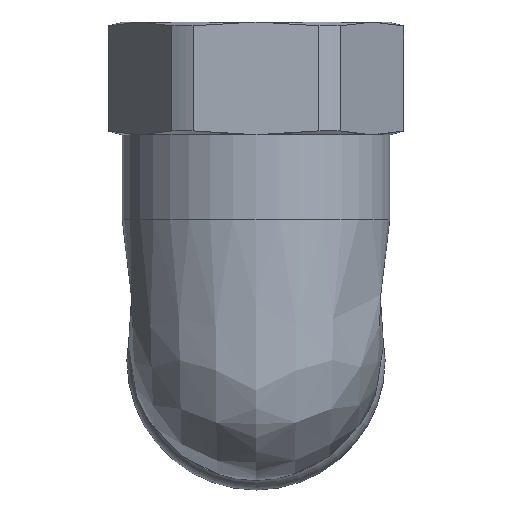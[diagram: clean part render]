
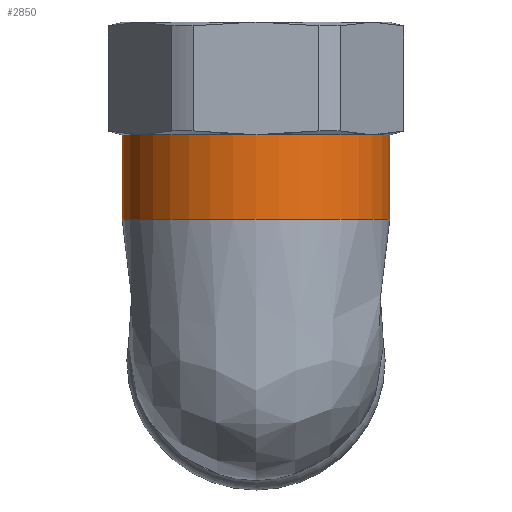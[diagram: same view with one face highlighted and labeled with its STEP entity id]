
A CAD part, top view. The second image highlights one B-rep face of the part: STEP entity #2850.
In plain terms, the highlighted cylindrical face has radius 19 mm (diameter 38 mm), a full revolution.
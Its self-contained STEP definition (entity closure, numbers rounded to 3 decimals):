
#526=LINE('',#8023,#651);
#651=VECTOR('',#3482,19.);
#665=CYLINDRICAL_SURFACE('',#3031,19.);
#823=FACE_OUTER_BOUND('',#1000,.T.);
#1000=EDGE_LOOP('',(#2648,#2649,#2650,#2651,#2652,#2653,#2654,#2655,#2656,
#2657,#2658,#2659,#2660));
#1023=CIRCLE('',#2930,19.);
#1024=CIRCLE('',#2931,19.);
#1025=CIRCLE('',#2932,19.);
#1026=CIRCLE('',#2933,19.);
#1040=CIRCLE('',#2969,19.);
#1041=CIRCLE('',#2970,19.);
#1043=CIRCLE('',#2973,19.);
#1045=CIRCLE('',#2976,19.);
#1048=CIRCLE('',#2980,19.);
#1050=CIRCLE('',#2983,19.);
#1080=CIRCLE('',#3032,19.);
#1228=VERTEX_POINT('',#5814);
#1229=VERTEX_POINT('',#5828);
#1230=VERTEX_POINT('',#5830);
#1231=VERTEX_POINT('',#5832);
#1314=VERTEX_POINT('',#7543);
#1320=VERTEX_POINT('',#7564);
#1326=VERTEX_POINT('',#7585);
#1332=VERTEX_POINT('',#7606);
#1338=VERTEX_POINT('',#7627);
#1344=VERTEX_POINT('',#7648);
#1348=VERTEX_POINT('',#7684);
#1586=EDGE_CURVE('',#1229,#1228,#1023,.T.);
#1587=EDGE_CURVE('',#1230,#1229,#1024,.T.);
#1588=EDGE_CURVE('',#1231,#1230,#1025,.T.);
#1589=EDGE_CURVE('',#1228,#1231,#1026,.T.);
#1759=EDGE_CURVE('',#1338,#1348,#1040,.T.);
#1760=EDGE_CURVE('',#1348,#1344,#1041,.T.);
#1762=EDGE_CURVE('',#1332,#1338,#1043,.T.);
#1764=EDGE_CURVE('',#1314,#1332,#1045,.T.);
#1767=EDGE_CURVE('',#1344,#1326,#1048,.T.);
#1769=EDGE_CURVE('',#1326,#1320,#1050,.T.);
#1807=EDGE_CURVE('',#1320,#1314,#1080,.T.);
#1808=EDGE_CURVE('',#1348,#1231,#526,.T.);
#2648=ORIENTED_EDGE('',*,*,#1807,.F.);
#2649=ORIENTED_EDGE('',*,*,#1769,.F.);
#2650=ORIENTED_EDGE('',*,*,#1767,.F.);
#2651=ORIENTED_EDGE('',*,*,#1760,.F.);
#2652=ORIENTED_EDGE('',*,*,#1808,.T.);
#2653=ORIENTED_EDGE('',*,*,#1588,.T.);
#2654=ORIENTED_EDGE('',*,*,#1587,.T.);
#2655=ORIENTED_EDGE('',*,*,#1586,.T.);
#2656=ORIENTED_EDGE('',*,*,#1589,.T.);
#2657=ORIENTED_EDGE('',*,*,#1808,.F.);
#2658=ORIENTED_EDGE('',*,*,#1759,.F.);
#2659=ORIENTED_EDGE('',*,*,#1762,.F.);
#2660=ORIENTED_EDGE('',*,*,#1764,.F.);
#2850=ADVANCED_FACE('',(#823),#665,.T.);
#2930=AXIS2_PLACEMENT_3D('',#5829,#3217,#3218);
#2931=AXIS2_PLACEMENT_3D('',#5831,#3219,#3220);
#2932=AXIS2_PLACEMENT_3D('',#5833,#3221,#3222);
#2933=AXIS2_PLACEMENT_3D('',#5834,#3223,#3224);
#2969=AXIS2_PLACEMENT_3D('',#7685,#3347,#3348);
#2970=AXIS2_PLACEMENT_3D('',#7686,#3349,#3350);
#2973=AXIS2_PLACEMENT_3D('',#7689,#3355,#3356);
#2976=AXIS2_PLACEMENT_3D('',#7692,#3361,#3362);
#2980=AXIS2_PLACEMENT_3D('',#7696,#3369,#3370);
#2983=AXIS2_PLACEMENT_3D('',#7699,#3375,#3376);
#3031=AXIS2_PLACEMENT_3D('',#8021,#3478,#3479);
#3032=AXIS2_PLACEMENT_3D('',#8022,#3480,#3481);
#3217=DIRECTION('center_axis',(0.,1.,0.));
#3218=DIRECTION('ref_axis',(-1.,0.,0.));
#3219=DIRECTION('center_axis',(0.,1.,0.));
#3220=DIRECTION('ref_axis',(-1.,0.,0.));
#3221=DIRECTION('center_axis',(0.,1.,0.));
#3222=DIRECTION('ref_axis',(-1.,0.,0.));
#3223=DIRECTION('center_axis',(0.,1.,0.));
#3224=DIRECTION('ref_axis',(-1.,0.,0.));
#3347=DIRECTION('center_axis',(0.,1.,0.));
#3348=DIRECTION('ref_axis',(-1.,0.,0.));
#3349=DIRECTION('center_axis',(0.,1.,0.));
#3350=DIRECTION('ref_axis',(-1.,0.,0.));
#3355=DIRECTION('center_axis',(0.,1.,0.));
#3356=DIRECTION('ref_axis',(-1.,0.,0.));
#3361=DIRECTION('center_axis',(0.,1.,0.));
#3362=DIRECTION('ref_axis',(-1.,0.,0.));
#3369=DIRECTION('center_axis',(0.,1.,0.));
#3370=DIRECTION('ref_axis',(-1.,0.,0.));
#3375=DIRECTION('center_axis',(0.,1.,0.));
#3376=DIRECTION('ref_axis',(-1.,0.,0.));
#3478=DIRECTION('center_axis',(0.,1.,0.));
#3479=DIRECTION('ref_axis',(-1.,0.,0.));
#3480=DIRECTION('center_axis',(0.,1.,0.));
#3481=DIRECTION('ref_axis',(-1.,0.,0.));
#3482=DIRECTION('',(0.,-1.,0.));
#5814=CARTESIAN_POINT('',(0.,20.,19.));
#5828=CARTESIAN_POINT('',(-19.,20.,0.));
#5829=CARTESIAN_POINT('Origin',(0.,20.,0.));
#5830=CARTESIAN_POINT('',(0.,20.,-19.));
#5831=CARTESIAN_POINT('Origin',(0.,20.,0.));
#5832=CARTESIAN_POINT('',(19.,20.,0.));
#5833=CARTESIAN_POINT('Origin',(0.,20.,0.));
#5834=CARTESIAN_POINT('Origin',(0.,20.,0.));
#7543=CARTESIAN_POINT('',(-16.454,32.,9.5));
#7564=CARTESIAN_POINT('',(-16.454,32.,-9.5));
#7585=CARTESIAN_POINT('',(0.,32.,-19.));
#7606=CARTESIAN_POINT('',(0.,32.,19.));
#7627=CARTESIAN_POINT('',(16.454,32.,9.5));
#7648=CARTESIAN_POINT('',(16.454,32.,-9.5));
#7684=CARTESIAN_POINT('',(19.,32.,0.));
#7685=CARTESIAN_POINT('Origin',(0.,32.,0.));
#7686=CARTESIAN_POINT('Origin',(0.,32.,0.));
#7689=CARTESIAN_POINT('Origin',(0.,32.,0.));
#7692=CARTESIAN_POINT('Origin',(0.,32.,0.));
#7696=CARTESIAN_POINT('Origin',(0.,32.,0.));
#7699=CARTESIAN_POINT('Origin',(0.,32.,0.));
#8021=CARTESIAN_POINT('Origin',(0.,40.,0.));
#8022=CARTESIAN_POINT('Origin',(0.,32.,0.));
#8023=CARTESIAN_POINT('',(19.,40.,0.));
